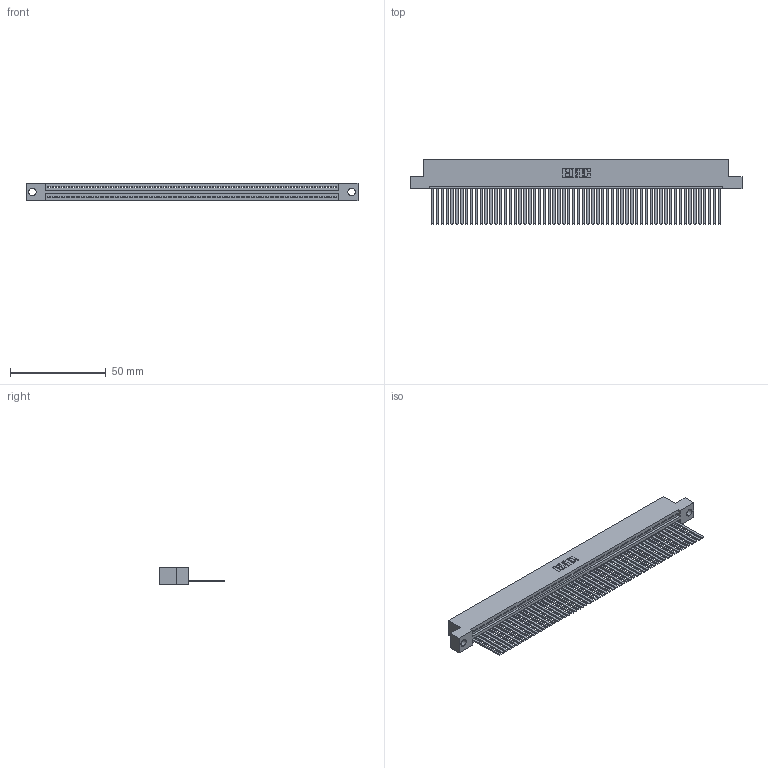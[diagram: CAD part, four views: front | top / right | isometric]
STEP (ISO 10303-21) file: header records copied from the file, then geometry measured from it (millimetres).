
FILE_DESCRIPTION (( 'STEP AP203' ), '1' );
FILE_NAME ('395-060-544-104.STEP', '2019-10-24T12:57:39', ( '' ), ( '' ), 'SwSTEP 2.0', 'SolidWorks 2016', '' );
FILE_SCHEMA (( 'CONFIG_CONTROL_DESIGN' ));
Length unit declared in the file: inch
Products named in the file (3): 395-060-544-104; 345-292-001_345-293-144; 345 Part_Flush Mounting Lugs - 0.156 Dia-TH
Assembly tree (61 placements, depth 2):
  395-060-544-104
    345 Part_Flush Mounting Lugs - 0.156 Dia-TH
    345-292-001_345-293-144  x60
Bounding box: 173.61 x 33.96 x 9.4 mm (x, y, z)
Volume: 17244 mm3; surface area: 25055.3 mm2
Topology: 61 solids, 61 shells, 3246 faces, 9821 edges, 6466 vertices
Faces by surface type: plane 2240, cylinder 1006
Entity records: 42553 total; most frequent: CARTESIAN_POINT 7376, ORIENTED_EDGE 7370, DIRECTION 6413, EDGE_CURVE 3685, LINE 3317, VECTOR 3317, VERTEX_POINT 2454, AXIS2_PLACEMENT_3D 1548
